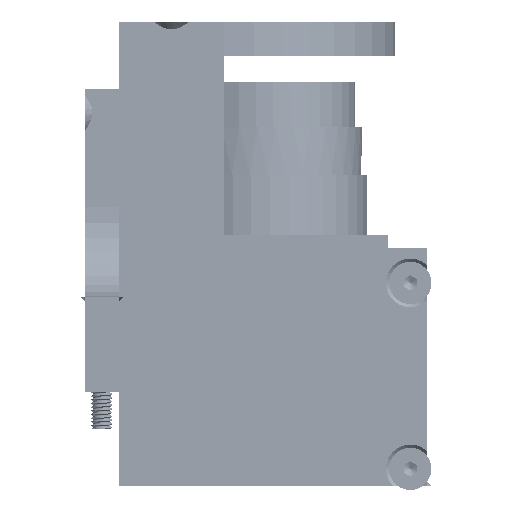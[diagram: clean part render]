
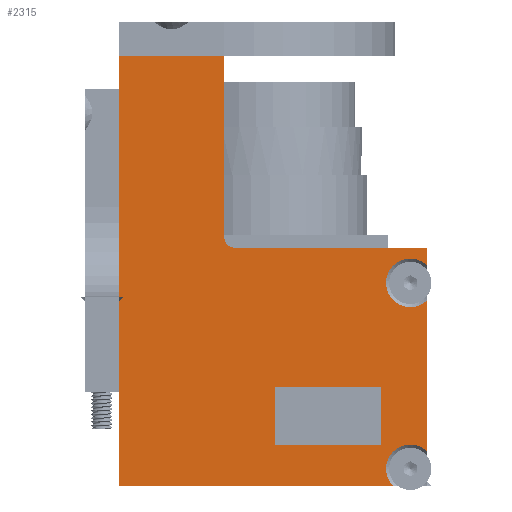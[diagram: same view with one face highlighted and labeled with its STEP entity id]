
A CAD part, front view. The second image highlights one B-rep face of the part: STEP entity #2315.
In plain terms, the highlighted planar face has unit normal (0, -1, 0).
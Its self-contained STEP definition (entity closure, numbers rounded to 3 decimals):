
#1853=FACE_BOUND('',#2793,.T.);
#1854=FACE_BOUND('',#2794,.T.);
#2139=CIRCLE('',#5350,4.59);
#2140=CIRCLE('',#5351,4.59);
#2141=CIRCLE('',#5352,2.);
#2315=ADVANCED_FACE('',(#1853,#1854),#2560,.T.);
#2560=PLANE('',#5353);
#2793=EDGE_LOOP('',(#3209,#3210,#3211,#3212,#3213,#3214,#3215,#3216,#3217,
#3218));
#2794=EDGE_LOOP('',(#3219,#3220,#3221,#3222));
#3209=ORIENTED_EDGE('',*,*,#4453,.T.);
#3210=ORIENTED_EDGE('',*,*,#4435,.T.);
#3211=ORIENTED_EDGE('',*,*,#4454,.T.);
#3212=ORIENTED_EDGE('',*,*,#4439,.T.);
#3213=ORIENTED_EDGE('',*,*,#4443,.T.);
#3214=ORIENTED_EDGE('',*,*,#4455,.T.);
#3215=ORIENTED_EDGE('',*,*,#4444,.T.);
#3216=ORIENTED_EDGE('',*,*,#4450,.T.);
#3217=ORIENTED_EDGE('',*,*,#4429,.T.);
#3218=ORIENTED_EDGE('',*,*,#4433,.T.);
#3219=ORIENTED_EDGE('',*,*,#4417,.T.);
#3220=ORIENTED_EDGE('',*,*,#4421,.T.);
#3221=ORIENTED_EDGE('',*,*,#4424,.T.);
#3222=ORIENTED_EDGE('',*,*,#4452,.T.);
#4070=VERTEX_POINT('',#6889);
#4071=VERTEX_POINT('',#6891);
#4073=VERTEX_POINT('',#6897);
#4075=VERTEX_POINT('',#6903);
#4080=VERTEX_POINT('',#6914);
#4081=VERTEX_POINT('',#6916);
#4084=VERTEX_POINT('',#6928);
#4085=VERTEX_POINT('',#6933);
#4086=VERTEX_POINT('',#6934);
#4088=VERTEX_POINT('',#6944);
#4089=VERTEX_POINT('',#6946);
#4091=VERTEX_POINT('',#6957);
#4092=VERTEX_POINT('',#6961);
#4093=VERTEX_POINT('',#6962);
#4417=EDGE_CURVE('',#4071,#4070,#4870,.T.);
#4421=EDGE_CURVE('',#4070,#4073,#4874,.T.);
#4424=EDGE_CURVE('',#4073,#4075,#4877,.T.);
#4429=EDGE_CURVE('',#4081,#4080,#4880,.T.);
#4433=EDGE_CURVE('',#4080,#4084,#4883,.T.);
#4435=EDGE_CURVE('',#4085,#4086,#4885,.T.);
#4439=EDGE_CURVE('',#4089,#4088,#4888,.T.);
#4443=EDGE_CURVE('',#4088,#4091,#4891,.T.);
#4444=EDGE_CURVE('',#4092,#4093,#4892,.T.);
#4450=EDGE_CURVE('',#4093,#4081,#4897,.T.);
#4452=EDGE_CURVE('',#4075,#4071,#4899,.T.);
#4453=EDGE_CURVE('',#4084,#4085,#2139,.T.);
#4454=EDGE_CURVE('',#4086,#4089,#2140,.T.);
#4455=EDGE_CURVE('',#4091,#4092,#2141,.T.);
#4870=LINE('',#6890,#5104);
#4874=LINE('',#6898,#5108);
#4877=LINE('',#6904,#5111);
#4880=LINE('',#6915,#5114);
#4883=LINE('',#6929,#5117);
#4885=LINE('',#6932,#5119);
#4888=LINE('',#6945,#5122);
#4891=LINE('',#6958,#5125);
#4892=LINE('',#6960,#5126);
#4897=LINE('',#6972,#5131);
#4899=LINE('',#6975,#5133);
#5104=VECTOR('',#5778,1.);
#5108=VECTOR('',#5784,1.);
#5111=VECTOR('',#5789,1.);
#5114=VECTOR('',#5798,1.);
#5117=VECTOR('',#5803,1.);
#5119=VECTOR('',#5807,1.);
#5122=VECTOR('',#5810,1.);
#5125=VECTOR('',#5815,1.);
#5126=VECTOR('',#5818,1.);
#5131=VECTOR('',#5827,1.);
#5133=VECTOR('',#5831,1.);
#5350=AXIS2_PLACEMENT_3D('',#6977,#5834,#5835);
#5351=AXIS2_PLACEMENT_3D('',#6978,#5836,#5837);
#5352=AXIS2_PLACEMENT_3D('',#6979,#5838,#5839);
#5353=AXIS2_PLACEMENT_3D('',#6980,#5840,#5841);
#5778=DIRECTION('',(0.,0.,1.));
#5784=DIRECTION('',(1.,0.,0.));
#5789=DIRECTION('',(0.,0.,-1.));
#5798=DIRECTION('',(0.,0.,-1.));
#5803=DIRECTION('',(1.,0.,0.));
#5807=DIRECTION('',(0.,0.,1.));
#5810=DIRECTION('',(0.,0.,1.));
#5815=DIRECTION('',(-1.,0.,0.));
#5818=DIRECTION('',(0.,0.,1.));
#5827=DIRECTION('',(-1.,0.,0.));
#5831=DIRECTION('',(-1.,0.,0.));
#5834=DIRECTION('',(0.,1.,0.));
#5835=DIRECTION('',(0.,0.,1.));
#5836=DIRECTION('',(0.,1.,0.));
#5837=DIRECTION('',(0.,0.,1.));
#5838=DIRECTION('',(0.,1.,0.));
#5839=DIRECTION('',(0.,0.,-1.));
#5840=DIRECTION('',(0.,-1.,0.));
#5841=DIRECTION('',(0.,0.,-1.));
#6889=CARTESIAN_POINT('',(29.6,-6.35,18.75));
#6890=CARTESIAN_POINT('',(29.6,-6.35,7.75));
#6891=CARTESIAN_POINT('',(29.6,-6.35,7.75));
#6897=CARTESIAN_POINT('',(49.6,-6.35,18.75));
#6898=CARTESIAN_POINT('',(29.6,-6.35,18.75));
#6903=CARTESIAN_POINT('',(49.6,-6.35,7.75));
#6904=CARTESIAN_POINT('',(49.6,-6.35,18.75));
#6914=CARTESIAN_POINT('',(0.,-6.35,0.));
#6915=CARTESIAN_POINT('',(0.,-6.35,81.35));
#6916=CARTESIAN_POINT('',(0.,-6.35,81.35));
#6928=CARTESIAN_POINT('',(51.86,-6.35,0.));
#6929=CARTESIAN_POINT('',(0.,-6.35,0.));
#6932=CARTESIAN_POINT('',(58.35,-6.35,0.));
#6933=CARTESIAN_POINT('',(58.35,-6.35,6.49));
#6934=CARTESIAN_POINT('',(58.35,-6.35,35.035));
#6944=CARTESIAN_POINT('',(58.35,-6.35,45.));
#6945=CARTESIAN_POINT('',(58.35,-6.35,0.));
#6946=CARTESIAN_POINT('',(58.35,-6.35,41.665));
#6957=CARTESIAN_POINT('',(22.,-6.35,45.));
#6958=CARTESIAN_POINT('',(58.35,-6.35,45.));
#6960=CARTESIAN_POINT('',(20.,-6.35,45.));
#6961=CARTESIAN_POINT('',(20.,-6.35,47.));
#6962=CARTESIAN_POINT('',(20.,-6.35,81.35));
#6972=CARTESIAN_POINT('',(20.,-6.35,81.35));
#6975=CARTESIAN_POINT('',(49.6,-6.35,7.75));
#6977=CARTESIAN_POINT('',(55.175,-6.35,3.175));
#6978=CARTESIAN_POINT('',(55.175,-6.35,38.35));
#6979=CARTESIAN_POINT('',(22.,-6.35,47.));
#6980=CARTESIAN_POINT('',(0.,-6.35,0.));
